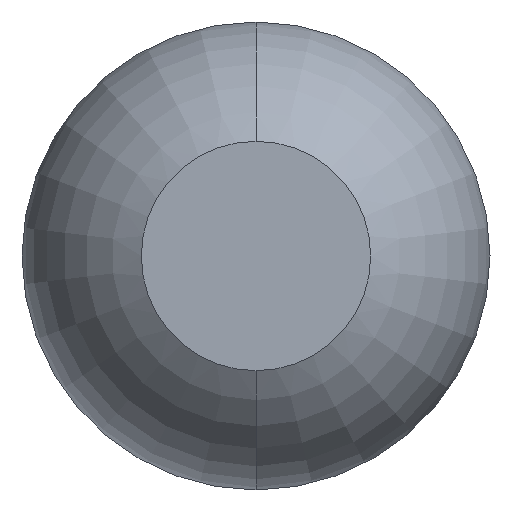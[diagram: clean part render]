
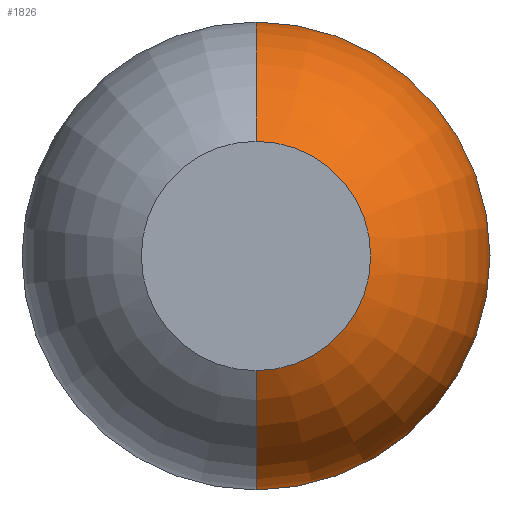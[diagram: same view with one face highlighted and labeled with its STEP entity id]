
A CAD part, front view. The second image highlights one B-rep face of the part: STEP entity #1826.
In plain terms, the highlighted toroidal (fillet/blend) face has major radius 0.01 mm and minor radius 0.5 mm.
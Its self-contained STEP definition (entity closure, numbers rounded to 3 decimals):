
#3 = EDGE_CURVE ( 'Defeature ausgef�hrt1_6+Defeature ausgef�hrt1_5+Defeature ausgef�hrt1_5+Defeature ausgef�hrt1_5', #402, #2276, #738, .T. ) ;
#77 = AXIS2_PLACEMENT_3D ( 'NONE', #255, #3200, #3511 ) ;
#186 = CARTESIAN_POINT ( 'NONE',  ( 0., -26.961, 0.51 ) ) ;
#226 = CARTESIAN_POINT ( 'NONE',  ( 0., -26.961, 0. ) ) ;
#255 = CARTESIAN_POINT ( 'NONE',  ( 0., -26.961, 0.01 ) ) ;
#402 = VERTEX_POINT ( 'NONE', #186 ) ;
#581 = ORIENTED_EDGE ( 'NONE', *, *, #3, .F. ) ;
#655 = CARTESIAN_POINT ( 'NONE',  ( 0., -27.4, 0.25 ) ) ;
#698 = CARTESIAN_POINT ( 'NONE',  ( 0., -27.4, -0.25 ) ) ;
#738 = CIRCLE ( 'NONE', #2201, 0.51 ) ;
#757 = ORIENTED_EDGE ( 'NONE', *, *, #1439, .T. ) ;
#772 = EDGE_CURVE ( 'NONE', #2125, #402, #2750, .T. ) ;
#817 = CARTESIAN_POINT ( 'NONE',  ( 0., -26.961, 0. ) ) ;
#826 = DIRECTION ( 'NONE',  ( 0., 0., -1. ) ) ;
#859 = TOROIDAL_SURFACE ( 'NONE', #3267, 0.01, 0.5 ) ;
#1069 = DIRECTION ( 'NONE',  ( 0., -1., 0. ) ) ;
#1171 = EDGE_CURVE ( 'Defeature ausgef�hrt1_21+Defeature ausgef�hrt1_5+Defeature ausgef�hrt1_5+Defeature ausgef�hrt1_5', #2483, #2125, #3805, .T. ) ;
#1304 = ORIENTED_EDGE ( 'NONE', *, *, #1171, .F. ) ;
#1388 = CARTESIAN_POINT ( 'NONE',  ( 0., -26.961, -0.01 ) ) ;
#1439 = EDGE_CURVE ( 'NONE', #2483, #2276, #2054, .T. ) ;
#1826 = ADVANCED_FACE ( 'Defeature ausgef�hrt1_5', ( #3578 ), #859, .T. ) ;
#1951 = CARTESIAN_POINT ( 'NONE',  ( 0., -27.4, 0. ) ) ;
#2054 = CIRCLE ( 'NONE', #2241, 0.5 ) ;
#2125 = VERTEX_POINT ( 'NONE', #655 ) ;
#2201 = AXIS2_PLACEMENT_3D ( 'NONE', #226, #2297, #2589 ) ;
#2241 = AXIS2_PLACEMENT_3D ( 'NONE', #1388, #3132, #826 ) ;
#2250 = DIRECTION ( 'NONE',  ( 0., 0., -1. ) ) ;
#2276 = VERTEX_POINT ( 'NONE', #3113 ) ;
#2296 = DIRECTION ( 'NONE',  ( 0., 1., 0. ) ) ;
#2297 = DIRECTION ( 'NONE',  ( 0., 1., 0. ) ) ;
#2483 = VERTEX_POINT ( 'NONE', #698 ) ;
#2589 = DIRECTION ( 'NONE',  ( 0., 0., 1. ) ) ;
#2750 = CIRCLE ( 'NONE', #77, 0.5 ) ;
#3007 = EDGE_LOOP ( 'NONE', ( #1304, #757, #581, #3696 ) ) ;
#3056 = AXIS2_PLACEMENT_3D ( 'NONE', #1951, #1069, #2250 ) ;
#3113 = CARTESIAN_POINT ( 'NONE',  ( 0., -26.961, -0.51 ) ) ;
#3132 = DIRECTION ( 'NONE',  ( 1., 0., 0. ) ) ;
#3200 = DIRECTION ( 'NONE',  ( -1., 0., 0. ) ) ;
#3267 = AXIS2_PLACEMENT_3D ( 'NONE', #817, #2296, #3772 ) ;
#3511 = DIRECTION ( 'NONE',  ( 0., 0., 1. ) ) ;
#3578 = FACE_OUTER_BOUND ( 'NONE', #3007, .T. ) ;
#3696 = ORIENTED_EDGE ( 'NONE', *, *, #772, .F. ) ;
#3772 = DIRECTION ( 'NONE',  ( 0., 0., 1. ) ) ;
#3805 = CIRCLE ( 'NONE', #3056, 0.25 ) ;
